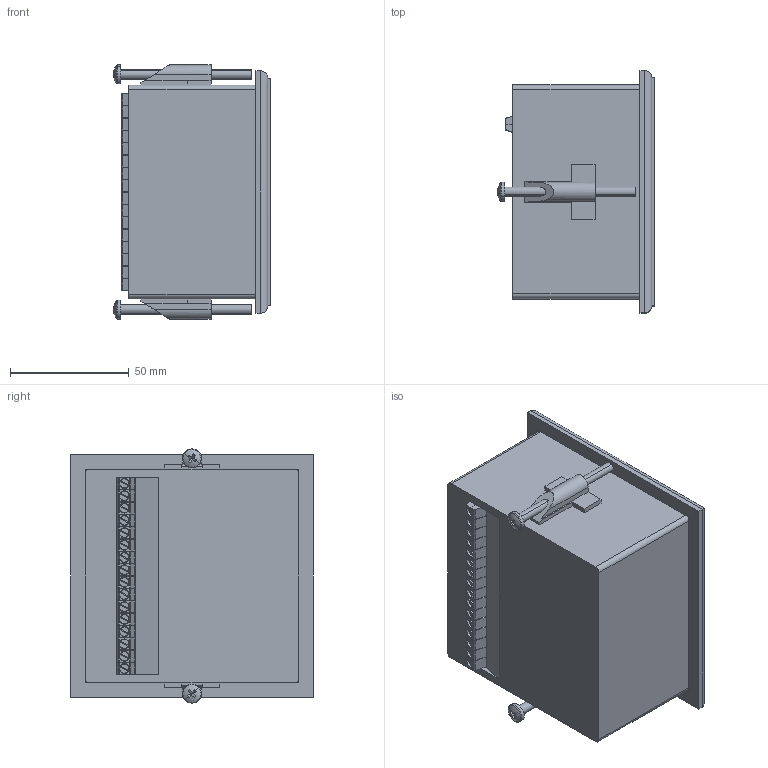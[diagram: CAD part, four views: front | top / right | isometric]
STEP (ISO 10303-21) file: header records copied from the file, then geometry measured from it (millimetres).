
FILE_DESCRIPTION (( 'STEP AP214' ), '1' );
FILE_NAME ('ﾒﾐﾌ10-ﾙ1.STEP', '2015-08-04T10:38:21', ( 'adm' ), ( 'owen' ), 'SwSTEP 2.0', 'SolidWorks 2011', '' );
FILE_SCHEMA (( 'AUTOMOTIVE_DESIGN' ));
Length unit declared in the file: millimetre
Products named in the file (8): Óïëîòíèòåëü; ﾇ琥韲; TRM10_005F02M; 如戾痂蝈朦 找刑; 抔樦憵; 鏢鵿櫡 膹樦擨鴀鍒; ﾒﾐﾌ10-ﾙ1; Pan Cross Head_AM4_55_B18.6.7M - M4 x 0.7 x 40 Type I Cross Recessed PHMS --40N
Assembly tree (24 placements, depth 3):
  ﾒﾐﾌ10-ﾙ1
    Pan Cross Head_AM4_55_B18.6.7M - M4 x 0.7 x 40 Type I Cross Recessed PHMS --40N  x2
    Óïëîòíèòåëü
    ﾇ琥韲  x2
    鏢鵿櫡 膹樦擨鴀鍒
      抔樦憵  x16
    如戾痂蝈朦 找刑
    TRM10_005F02M
Bounding box: 66.1 x 102 x 107 mm (x, y, z)
Volume: 125471.4 mm3; surface area: 112795.6 mm2
Topology: 47 solids, 47 shells, 1807 faces, 4432 edges, 2924 vertices
Faces by surface type: plane 1281, cylinder 298, bspline 220, torus 4, sphere 4
Entity records: 55376 total; most frequent: CARTESIAN_POINT 19396, ORIENTED_EDGE 5506, DIRECTION 4289, EDGE_CURVE 2753, VECTOR 2103, LINE 2103, VERTEX_POINT 1828, EDGE_LOOP 1197
